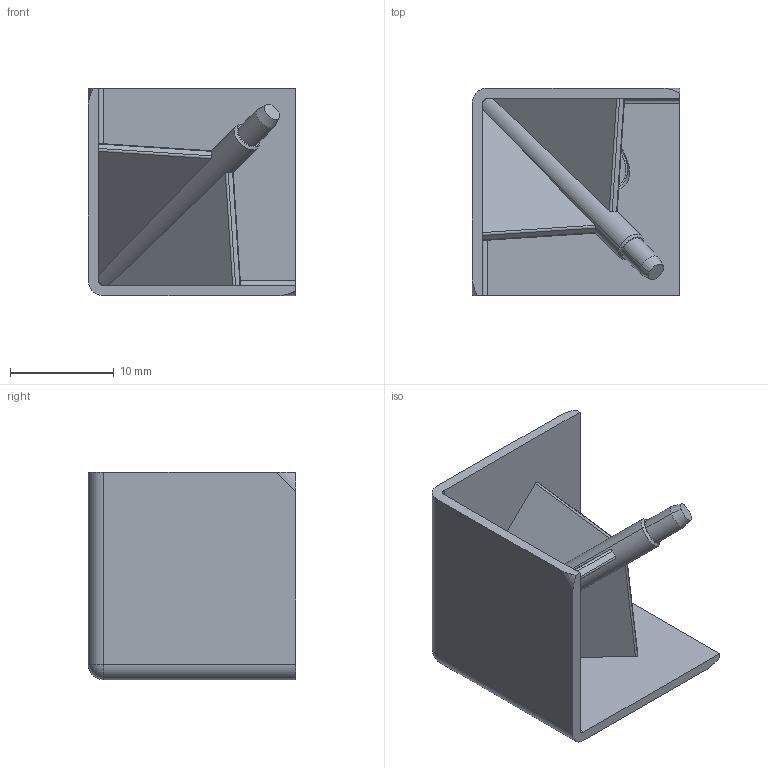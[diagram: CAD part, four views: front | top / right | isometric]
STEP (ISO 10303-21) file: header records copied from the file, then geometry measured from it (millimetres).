
FILE_DESCRIPTION (( 'STEP AP214' ), '1' );
FILE_NAME ('02_3D_Step_Files093WEA201AS01.step', '2023-03-28T16:30:52', ( '' ), ( '' ), 'SwSTEP 2.0', 'SolidWorks 2022', '' );
FILE_SCHEMA (( 'AUTOMOTIVE_DESIGN' ));
Length unit declared in the file: millimetre
Products named in the file (1): 02_3D_Step_Files093WEA201AS01
Bounding box: 20 x 20 x 20 mm (x, y, z)
Volume: 1617 mm3; surface area: 3043.4 mm2
Topology: 1 solids, 1 shells, 147 faces, 408 edges, 269 vertices
Faces by surface type: plane 114, cylinder 26, cone 4, bspline 2, sphere 1
Entity records: 4680 total; most frequent: CARTESIAN_POINT 1026, ORIENTED_EDGE 814, DIRECTION 662, EDGE_CURVE 407, VECTOR 332, LINE 332, VERTEX_POINT 269, AXIS2_PLACEMENT_3D 165
